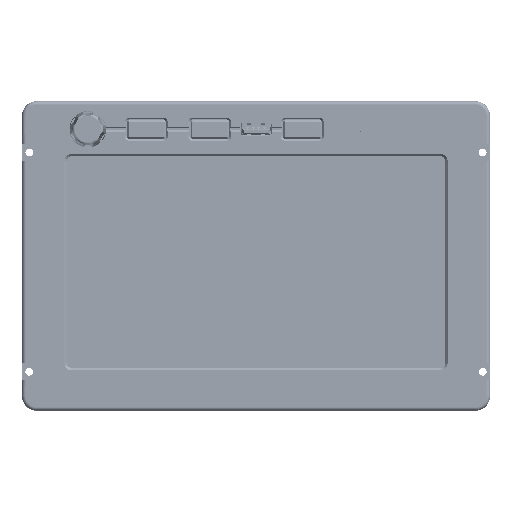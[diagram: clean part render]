
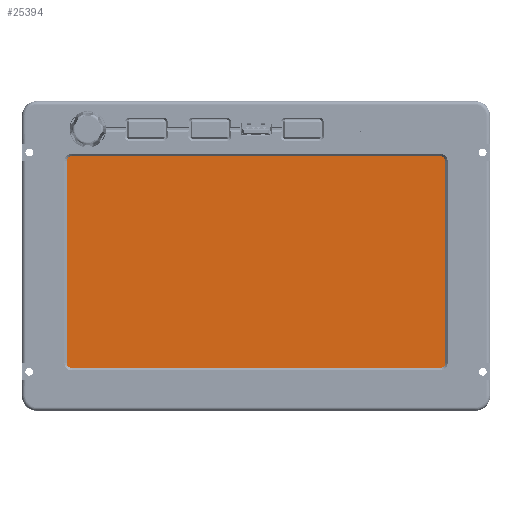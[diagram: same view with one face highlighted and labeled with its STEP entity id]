
A CAD part, top view. The second image highlights one B-rep face of the part: STEP entity #25394.
In plain terms, the highlighted planar face has unit normal (0, 0, 1).
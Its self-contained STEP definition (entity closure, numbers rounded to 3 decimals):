
#25303 = VERTEX_POINT('',#25304);
#25304 = CARTESIAN_POINT('',(-78.71,-45.1,5.4));
#25310 = EDGE_CURVE('',#25303,#25311,#25313,.T.);
#25311 = VERTEX_POINT('',#25312);
#25312 = CARTESIAN_POINT('',(-78.71,44.4,5.4));
#25313 = LINE('',#25314,#25315);
#25314 = CARTESIAN_POINT('',(-78.71,-45.1,5.4));
#25315 = VECTOR('',#25316,1.);
#25316 = DIRECTION('',(0.,1.,0.));
#25334 = VERTEX_POINT('',#25335);
#25335 = CARTESIAN_POINT('',(78.29,-45.1,5.4));
#25341 = EDGE_CURVE('',#25334,#25303,#25342,.T.);
#25342 = LINE('',#25343,#25344);
#25343 = CARTESIAN_POINT('',(78.29,-45.1,5.4));
#25344 = VECTOR('',#25345,1.);
#25345 = DIRECTION('',(-1.,0.,0.));
#25358 = VERTEX_POINT('',#25359);
#25359 = CARTESIAN_POINT('',(78.29,44.4,5.4));
#25365 = EDGE_CURVE('',#25358,#25334,#25366,.T.);
#25366 = LINE('',#25367,#25368);
#25367 = CARTESIAN_POINT('',(78.29,44.4,5.4));
#25368 = VECTOR('',#25369,1.);
#25369 = DIRECTION('',(0.,-1.,0.));
#25382 = EDGE_CURVE('',#25311,#25358,#25383,.T.);
#25383 = LINE('',#25384,#25385);
#25384 = CARTESIAN_POINT('',(-78.71,44.4,5.4));
#25385 = VECTOR('',#25386,1.);
#25386 = DIRECTION('',(1.,0.,0.));
#25394 = ADVANCED_FACE('',(#25395),#25401,.T.);
#25395 = FACE_BOUND('',#25396,.F.);
#25396 = EDGE_LOOP('',(#25397,#25398,#25399,#25400));
#25397 = ORIENTED_EDGE('',*,*,#25382,.T.);
#25398 = ORIENTED_EDGE('',*,*,#25365,.T.);
#25399 = ORIENTED_EDGE('',*,*,#25341,.T.);
#25400 = ORIENTED_EDGE('',*,*,#25310,.T.);
#25401 = PLANE('',#25402);
#25402 = AXIS2_PLACEMENT_3D('',#25403,#25404,#25405);
#25403 = CARTESIAN_POINT('',(-78.71,44.4,5.4));
#25404 = DIRECTION('',(0.,0.,1.));
#25405 = DIRECTION('',(1.,0.,0.));
